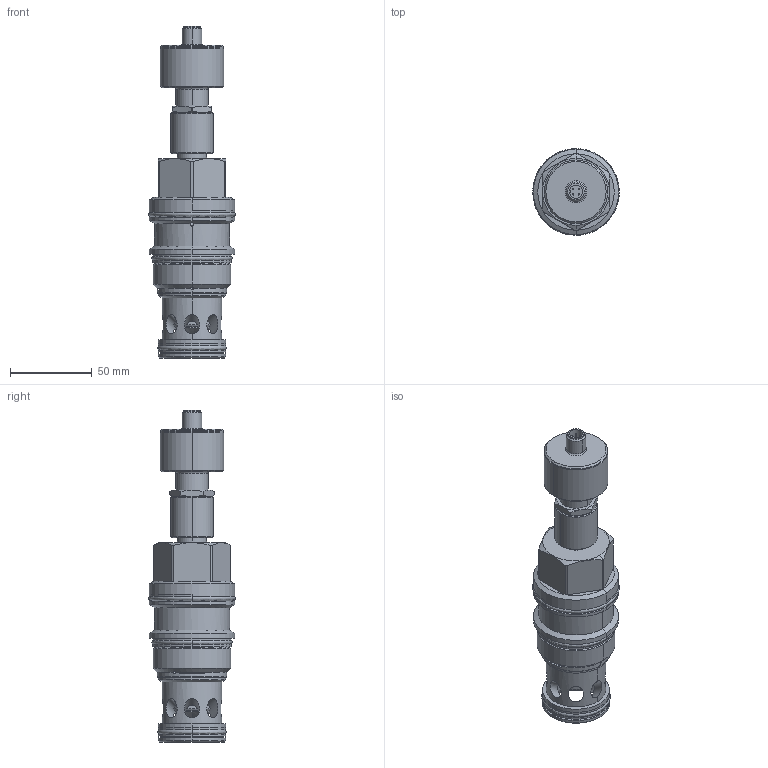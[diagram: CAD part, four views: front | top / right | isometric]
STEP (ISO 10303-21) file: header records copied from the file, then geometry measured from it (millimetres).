
FILE_DESCRIPTION((''),'2;1');
FILE_NAME('LOKOZ-DN_PRT','2011-12-05T',('Administrator'),(''),'PRO/ENGINEER BY PARAMETRIC TECHNOLOGY CORPORATION, 2006240','PRO/ENGINEER BY PARAMETRIC TECHNOLOGY CORPORATION, 2006240','');
FILE_SCHEMA(('CONFIG_CONTROL_DESIGN'));
Length unit declared in the file: inch
Products named in the file (1): LOKOZ-DN_PRT
Bounding box: 53.06 x 53.05 x 203.63 mm (x, y, z)
Volume: 209231.5 mm3; surface area: 51253.7 mm2
Topology: 4 solids, 7 shells, 469 faces, 1087 edges, 661 vertices
Faces by surface type: cylinder 206, plane 94, cone 88, torus 67, revolution 12, bspline 2
Entity records: 15119 total; most frequent: CARTESIAN_POINT 4369, DIRECTION 2356, ORIENTED_EDGE 2166, EDGE_CURVE 1083, AXIS2_PLACEMENT_3D 1031, VERTEX_POINT 661, CIRCLE 576, EDGE_LOOP 534
